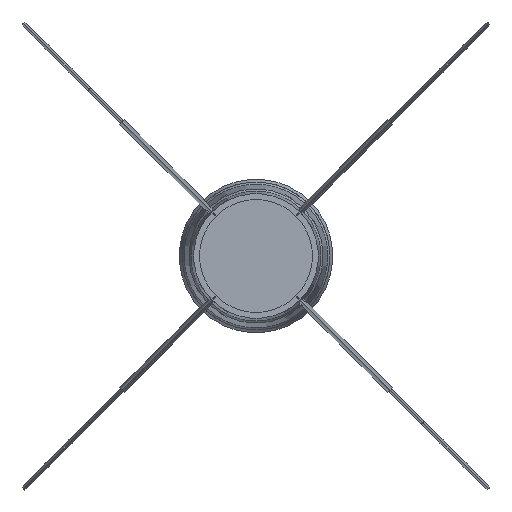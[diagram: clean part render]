
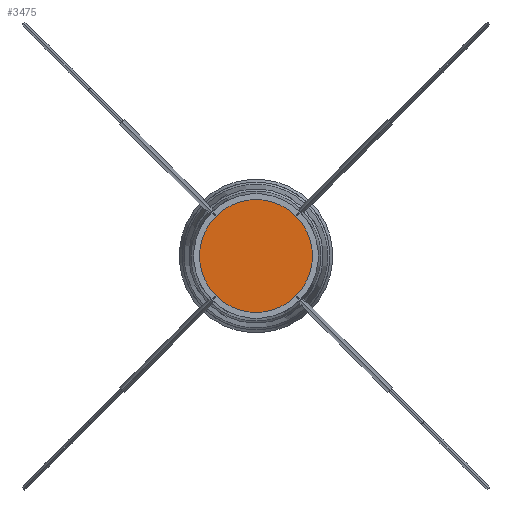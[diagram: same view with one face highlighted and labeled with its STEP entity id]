
A CAD part, left-side view. The second image highlights one B-rep face of the part: STEP entity #3475.
In plain terms, the highlighted planar face has unit normal (-1, 0, 0).
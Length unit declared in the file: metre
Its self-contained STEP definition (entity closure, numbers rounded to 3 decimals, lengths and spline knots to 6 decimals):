
#107=PLANE('',#3716);
#647=FACE_OUTER_BOUND('',#897,.T.);
#897=EDGE_LOOP('',(#2735));
#1213=CIRCLE('',#3715,0.097);
#1518=VERTEX_POINT('',#10746);
#1968=EDGE_CURVE('',#1518,#1518,#1213,.T.);
#2735=ORIENTED_EDGE('',*,*,#1968,.F.);
#3475=ADVANCED_FACE('',(#647),#107,.F.);
#3715=AXIS2_PLACEMENT_3D('',#10748,#4119,#4120);
#3716=AXIS2_PLACEMENT_3D('',#10749,#4121,#4122);
#4119=DIRECTION('center_axis',(1.,0.,0.));
#4120=DIRECTION('ref_axis',(0.,0.707,0.707));
#4121=DIRECTION('center_axis',(1.,0.,0.));
#4122=DIRECTION('ref_axis',(0.,0.707,0.707));
#10746=CARTESIAN_POINT('',(0.001,-0.068589,-0.068589));
#10748=CARTESIAN_POINT('Origin',(0.001,0.,0.));
#10749=CARTESIAN_POINT('Origin',(0.001,0.,0.));
